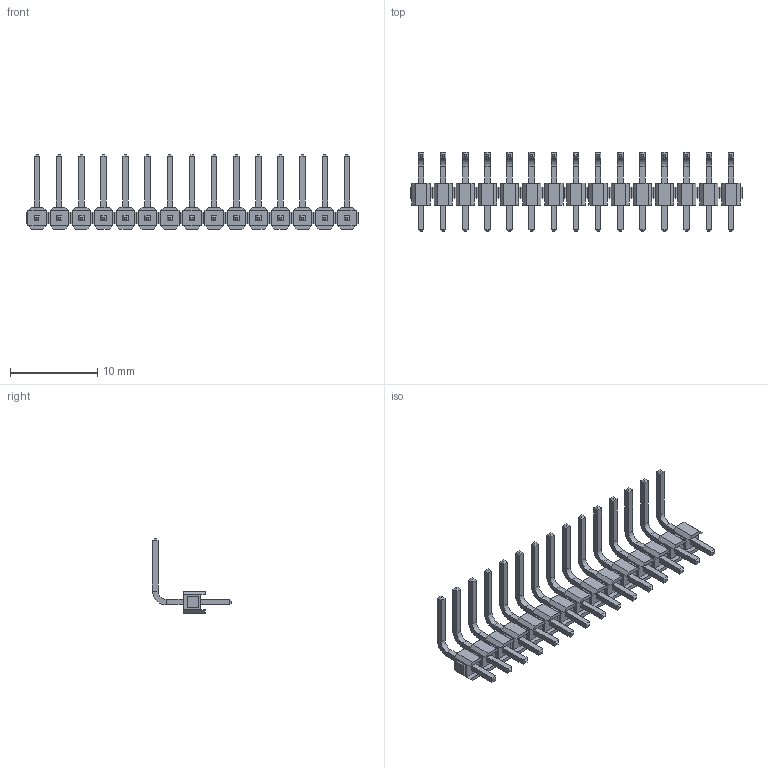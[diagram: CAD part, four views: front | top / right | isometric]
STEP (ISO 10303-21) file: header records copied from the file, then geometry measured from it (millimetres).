
FILE_DESCRIPTION (( 'STEP AP214' ), '1' );
FILE_NAME ('PLSRU-15.STEP', '2019-06-28T14:40:21', ( '' ), ( '' ), 'SwSTEP 2.0', 'SolidWorks 2018', '' );
FILE_SCHEMA (( 'AUTOMOTIVE_DESIGN' ));
Length unit declared in the file: millimetre
Products named in the file (1): PLSRU-15
Bounding box: 38.1 x 9.07 x 8.54 mm (x, y, z)
Volume: 254.5 mm3; surface area: 1027.7 mm2
Topology: 30 solids, 30 shells, 765 faces, 1680 edges, 1020 vertices
Faces by surface type: plane 735, cylinder 30
Entity records: 28904 total; most frequent: CARTESIAN_POINT 3466, ORIENTED_EDGE 3360, DIRECTION 3272, EDGE_CURVE 1680, LINE 1620, VECTOR 1620, VERTEX_POINT 1020, AXIS2_PLACEMENT_3D 826
